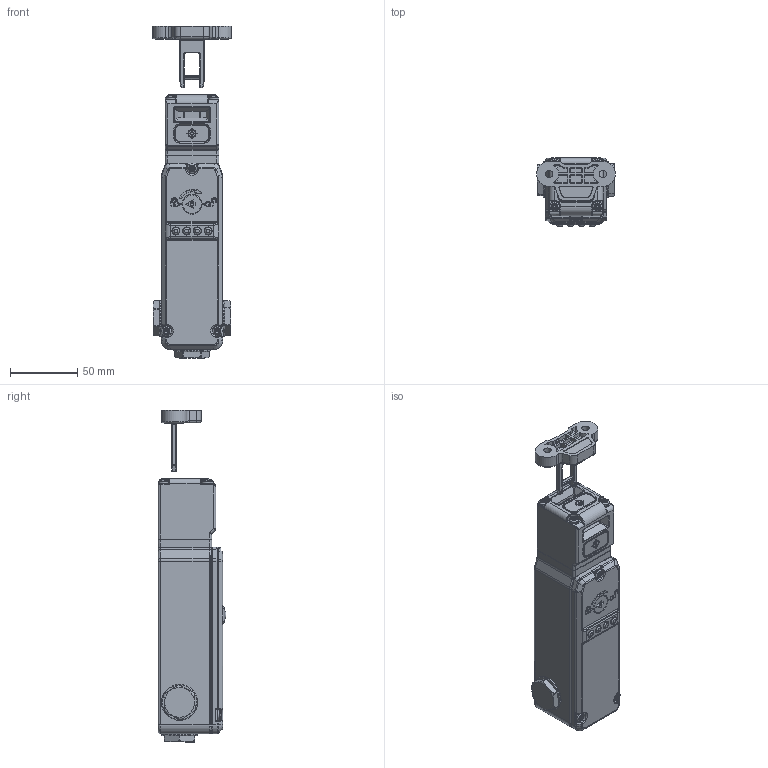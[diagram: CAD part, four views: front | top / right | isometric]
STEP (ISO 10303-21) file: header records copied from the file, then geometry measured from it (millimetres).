
FILE_DESCRIPTION (( 'STEP AP214' ), '1' );
FILE_NAME ('454-KLM-Z-AZ.STEP', '2020-04-21T15:13:18', ( '' ), ( '' ), 'SwSTEP 2.0', 'SolidWorks 2019', '' );
FILE_SCHEMA (( 'AUTOMOTIVE_DESIGN' ));
Length unit declared in the file: inch
Products named in the file (1): 454-KLM-Z-AZ
Bounding box: 58.6 x 50.5 x 247 mm (x, y, z)
Volume: 332136.5 mm3; surface area: 82558.3 mm2
Topology: 5 solids, 24 shells, 3491 faces, 8424 edges, 4891 vertices
Faces by surface type: cylinder 1418, plane 1020, torus 473, bspline 384, sphere 112, cone 84
Full cylindrical faces by diameter (mm): 1.3 x7, 2 x2, 2.5 x4, 2.8 x2, 3.3 x2, 3.5 x7, 3.7 x3, 4 x6, 4.2 x3, 4.5 x4, 4.8 x4, 5 x4, 5.5 x4, 5.6 x2, 6 x4, 7 x7, 7.8 x1, 8.2 x1, 10.1 x1, 14.5 x2, 15 x2, 17.6 x1, 18 x3, 19.4 x3, 19.8 x1, 20 x1, 26.8 x3
Entity records: 116711 total; most frequent: CARTESIAN_POINT 40013, DIRECTION 16134, ORIENTED_EDGE 15896, EDGE_CURVE 7948, AXIS2_PLACEMENT_3D 6323, VERTEX_POINT 4778, EDGE_LOOP 3820, FACE_OUTER_BOUND 3631
